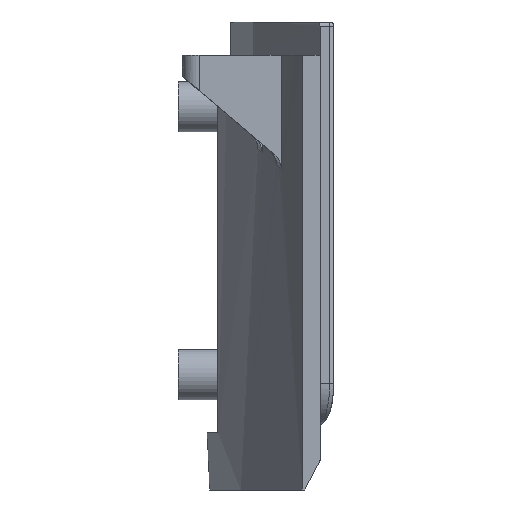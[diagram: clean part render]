
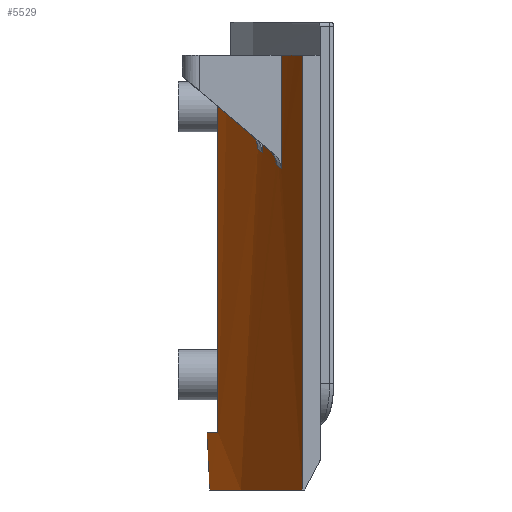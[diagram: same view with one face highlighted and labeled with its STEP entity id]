
A CAD part, left-side view. The second image highlights one B-rep face of the part: STEP entity #5529.
In plain terms, the highlighted cylindrical face has radius 204.75 mm (diameter 409.5 mm), a partial arc.
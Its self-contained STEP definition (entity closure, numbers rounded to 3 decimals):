
#541=LINE('',#17525,#853);
#551=LINE('',#17634,#863);
#552=LINE('',#17636,#864);
#553=LINE('',#17639,#865);
#554=LINE('',#17641,#866);
#555=LINE('',#17643,#867);
#556=LINE('',#17646,#868);
#557=LINE('',#17648,#869);
#558=LINE('',#17651,#870);
#559=LINE('',#17652,#871);
#560=LINE('',#17654,#872);
#561=LINE('',#17657,#873);
#853=VECTOR('',#6859,10.);
#863=VECTOR('',#6891,10.);
#864=VECTOR('',#6894,10.);
#865=VECTOR('',#6899,10.);
#866=VECTOR('',#6902,10.);
#867=VECTOR('',#6903,10.);
#868=VECTOR('',#6906,10.);
#869=VECTOR('',#6907,10.);
#870=VECTOR('',#6910,10.);
#871=VECTOR('',#6911,10.);
#872=VECTOR('',#6912,10.);
#873=VECTOR('',#6915,10.);
#1209=FACE_OUTER_BOUND('',#1548,.T.);
#1548=EDGE_LOOP('',(#4976,#4977,#4978,#4979,#4980,#4981,#4982,#4983,#4984,
#4985,#4986,#4987,#4988,#4989,#4990,#4991,#4992,#4993,#4994,#4995,#4996,
#4997,#4998,#4999));
#1662=CIRCLE('',#5878,204.75);
#1666=CIRCLE('',#5882,204.75);
#1667=CIRCLE('',#5883,204.75);
#1670=CIRCLE('',#5886,204.75);
#1673=CIRCLE('',#5907,204.75);
#1674=CIRCLE('',#5913,204.75);
#1675=CIRCLE('',#5914,204.75);
#1676=CIRCLE('',#5915,204.75);
#1798=ELLIPSE('',#5866,269.584,204.75);
#1801=ELLIPSE('',#5870,269.584,204.75);
#1807=ELLIPSE('',#5900,269.584,204.75);
#1808=ELLIPSE('',#5901,269.584,204.75);
#2578=VERTEX_POINT('',#17301);
#2581=VERTEX_POINT('',#17313);
#2584=VERTEX_POINT('',#17368);
#2587=VERTEX_POINT('',#17380);
#2596=VERTEX_POINT('',#17413);
#2597=VERTEX_POINT('',#17415);
#2606=VERTEX_POINT('',#17433);
#2607=VERTEX_POINT('',#17435);
#2608=VERTEX_POINT('',#17437);
#2609=VERTEX_POINT('',#17439);
#2615=VERTEX_POINT('',#17452);
#2616=VERTEX_POINT('',#17454);
#2628=VERTEX_POINT('',#17493);
#2630=VERTEX_POINT('',#17546);
#2631=VERTEX_POINT('',#17595);
#2632=VERTEX_POINT('',#17604);
#2636=VERTEX_POINT('',#17627);
#2637=VERTEX_POINT('',#17629);
#2638=VERTEX_POINT('',#17642);
#2639=VERTEX_POINT('',#17644);
#2640=VERTEX_POINT('',#17647);
#2641=VERTEX_POINT('',#17649);
#2642=VERTEX_POINT('',#17653);
#2643=VERTEX_POINT('',#17655);
#3362=EDGE_CURVE('',#2581,#2578,#1798,.T.);
#3369=EDGE_CURVE('',#2587,#2584,#1801,.T.);
#3382=EDGE_CURVE('',#2596,#2597,#1662,.T.);
#3392=EDGE_CURVE('',#2606,#2607,#1666,.T.);
#3394=EDGE_CURVE('',#2608,#2609,#1667,.T.);
#3402=EDGE_CURVE('',#2615,#2616,#1670,.T.);
#3423=EDGE_CURVE('',#2606,#2628,#541,.T.);
#3427=EDGE_CURVE('',#2630,#2628,#1807,.T.);
#3430=EDGE_CURVE('',#2632,#2631,#1808,.T.);
#3438=EDGE_CURVE('',#2637,#2636,#1673,.T.);
#3441=EDGE_CURVE('',#2630,#2637,#551,.T.);
#3442=EDGE_CURVE('',#2636,#2631,#552,.T.);
#3443=EDGE_CURVE('',#2632,#2597,#553,.T.);
#3444=EDGE_CURVE('',#2581,#2609,#554,.T.);
#3445=EDGE_CURVE('',#2608,#2638,#555,.T.);
#3446=EDGE_CURVE('',#2638,#2639,#1674,.T.);
#3447=EDGE_CURVE('',#2639,#2607,#556,.T.);
#3448=EDGE_CURVE('',#2596,#2640,#557,.T.);
#3449=EDGE_CURVE('',#2641,#2640,#1675,.T.);
#3450=EDGE_CURVE('',#2616,#2641,#558,.T.);
#3451=EDGE_CURVE('',#2615,#2584,#559,.T.);
#3452=EDGE_CURVE('',#2587,#2642,#560,.T.);
#3453=EDGE_CURVE('',#2642,#2643,#1676,.T.);
#3454=EDGE_CURVE('',#2643,#2578,#561,.T.);
#4976=ORIENTED_EDGE('',*,*,#3444,.T.);
#4977=ORIENTED_EDGE('',*,*,#3394,.F.);
#4978=ORIENTED_EDGE('',*,*,#3445,.T.);
#4979=ORIENTED_EDGE('',*,*,#3446,.T.);
#4980=ORIENTED_EDGE('',*,*,#3447,.T.);
#4981=ORIENTED_EDGE('',*,*,#3392,.F.);
#4982=ORIENTED_EDGE('',*,*,#3423,.T.);
#4983=ORIENTED_EDGE('',*,*,#3427,.F.);
#4984=ORIENTED_EDGE('',*,*,#3441,.T.);
#4985=ORIENTED_EDGE('',*,*,#3438,.T.);
#4986=ORIENTED_EDGE('',*,*,#3442,.T.);
#4987=ORIENTED_EDGE('',*,*,#3430,.F.);
#4988=ORIENTED_EDGE('',*,*,#3443,.T.);
#4989=ORIENTED_EDGE('',*,*,#3382,.F.);
#4990=ORIENTED_EDGE('',*,*,#3448,.T.);
#4991=ORIENTED_EDGE('',*,*,#3449,.F.);
#4992=ORIENTED_EDGE('',*,*,#3450,.F.);
#4993=ORIENTED_EDGE('',*,*,#3402,.F.);
#4994=ORIENTED_EDGE('',*,*,#3451,.T.);
#4995=ORIENTED_EDGE('',*,*,#3369,.F.);
#4996=ORIENTED_EDGE('',*,*,#3452,.T.);
#4997=ORIENTED_EDGE('',*,*,#3453,.T.);
#4998=ORIENTED_EDGE('',*,*,#3454,.T.);
#4999=ORIENTED_EDGE('',*,*,#3362,.F.);
#5235=CYLINDRICAL_SURFACE('',#5912,204.75);
#5529=ADVANCED_FACE('',(#1209),#5235,.T.);
#5866=AXIS2_PLACEMENT_3D('',#17345,#6757,#6758);
#5870=AXIS2_PLACEMENT_3D('',#17389,#6767,#6768);
#5878=AXIS2_PLACEMENT_3D('',#17416,#6792,#6793);
#5882=AXIS2_PLACEMENT_3D('',#17436,#6806,#6807);
#5883=AXIS2_PLACEMENT_3D('',#17440,#6809,#6810);
#5886=AXIS2_PLACEMENT_3D('',#17455,#6820,#6821);
#5900=AXIS2_PLACEMENT_3D('',#17578,#6865,#6866);
#5901=AXIS2_PLACEMENT_3D('',#17613,#6867,#6868);
#5907=AXIS2_PLACEMENT_3D('',#17630,#6885,#6886);
#5912=AXIS2_PLACEMENT_3D('',#17640,#6900,#6901);
#5913=AXIS2_PLACEMENT_3D('',#17645,#6904,#6905);
#5914=AXIS2_PLACEMENT_3D('',#17650,#6908,#6909);
#5915=AXIS2_PLACEMENT_3D('',#17656,#6913,#6914);
#6757=DIRECTION('center_axis',(0.,-0.651,
0.76));
#6758=DIRECTION('ref_axis',(0.,0.76,0.651));
#6767=DIRECTION('center_axis',(0.,-0.651,
0.76));
#6768=DIRECTION('ref_axis',(0.,0.76,0.651));
#6792=DIRECTION('center_axis',(0.,0.,1.));
#6793=DIRECTION('ref_axis',(0.331,0.944,0.));
#6806=DIRECTION('center_axis',(0.,0.,1.));
#6807=DIRECTION('ref_axis',(0.331,0.944,0.));
#6809=DIRECTION('center_axis',(0.,0.,1.));
#6810=DIRECTION('ref_axis',(0.331,0.944,0.));
#6820=DIRECTION('center_axis',(0.,0.,1.));
#6821=DIRECTION('ref_axis',(0.331,0.944,0.));
#6859=DIRECTION('',(0.,0.,-1.));
#6865=DIRECTION('center_axis',(0.,-0.651,
0.76));
#6866=DIRECTION('ref_axis',(0.,0.76,0.651));
#6867=DIRECTION('center_axis',(0.,-0.651,
0.76));
#6868=DIRECTION('ref_axis',(0.,0.76,0.651));
#6885=DIRECTION('center_axis',(0.,0.,-1.));
#6886=DIRECTION('ref_axis',(0.331,0.944,0.));
#6891=DIRECTION('',(0.,0.,1.));
#6894=DIRECTION('',(0.,0.,-1.));
#6899=DIRECTION('',(0.,0.,1.));
#6900=DIRECTION('center_axis',(0.,0.,-1.));
#6901=DIRECTION('ref_axis',(0.331,0.944,0.));
#6902=DIRECTION('',(0.,0.,1.));
#6903=DIRECTION('',(0.,0.,-1.));
#6904=DIRECTION('center_axis',(0.,0.,-1.));
#6905=DIRECTION('ref_axis',(0.331,0.944,0.));
#6906=DIRECTION('',(0.,0.,1.));
#6907=DIRECTION('',(0.,0.,-1.));
#6908=DIRECTION('center_axis',(0.,0.,-1.));
#6909=DIRECTION('ref_axis',(0.331,-0.944,0.));
#6910=DIRECTION('',(0.,0.,-1.));
#6911=DIRECTION('',(0.,0.,-1.));
#6912=DIRECTION('',(0.,0.,1.));
#6913=DIRECTION('center_axis',(0.,0.,-1.));
#6914=DIRECTION('ref_axis',(0.331,0.944,0.));
#6915=DIRECTION('',(0.,0.,-1.));
#17301=CARTESIAN_POINT('',(-52.,-27.277,-11.552));
#17313=CARTESIAN_POINT('',(-50.,-26.763,-11.111));
#17345=CARTESIAN_POINT('Origin',(0.,-225.314,
-181.168));
#17368=CARTESIAN_POINT('',(-60.,-29.553,-13.501));
#17380=CARTESIAN_POINT('',(-58.,-28.951,-12.985));
#17389=CARTESIAN_POINT('Origin',(0.,-225.314,
-181.168));
#17413=CARTESIAN_POINT('',(67.75,-32.098,0.));
#17415=CARTESIAN_POINT('',(60.,-29.553,0.));
#17416=CARTESIAN_POINT('Origin',(0.,-225.314,
0.));
#17433=CARTESIAN_POINT('',(50.,-26.763,0.));
#17435=CARTESIAN_POINT('',(24.205,-22.,0.));
#17436=CARTESIAN_POINT('Origin',(0.,-225.314,
0.));
#17437=CARTESIAN_POINT('',(-24.205,-22.,0.));
#17439=CARTESIAN_POINT('',(-50.,-26.763,0.));
#17440=CARTESIAN_POINT('Origin',(0.,-225.314,
0.));
#17452=CARTESIAN_POINT('',(-60.,-29.553,0.));
#17454=CARTESIAN_POINT('',(-67.75,-32.098,0.));
#17455=CARTESIAN_POINT('Origin',(0.,-225.314,
0.));
#17493=CARTESIAN_POINT('',(50.,-26.763,-11.111));
#17525=CARTESIAN_POINT('',(50.,-26.763,0.));
#17546=CARTESIAN_POINT('',(52.,-27.277,-11.552));
#17578=CARTESIAN_POINT('Origin',(0.,-225.314,
-181.168));
#17595=CARTESIAN_POINT('',(58.,-28.951,-12.985));
#17604=CARTESIAN_POINT('',(60.,-29.553,-13.501));
#17613=CARTESIAN_POINT('Origin',(0.,-225.314,
-181.168));
#17627=CARTESIAN_POINT('',(58.,-28.951,-2.5));
#17629=CARTESIAN_POINT('',(52.,-27.277,-2.5));
#17630=CARTESIAN_POINT('Origin',(0.,-225.314,
-2.5));
#17634=CARTESIAN_POINT('',(52.,-27.277,0.));
#17636=CARTESIAN_POINT('',(58.,-28.951,0.));
#17639=CARTESIAN_POINT('',(60.,-29.553,0.));
#17640=CARTESIAN_POINT('Origin',(0.,-225.314,
0.));
#17641=CARTESIAN_POINT('',(-50.,-26.763,0.));
#17642=CARTESIAN_POINT('',(-24.205,-22.,-45.));
#17643=CARTESIAN_POINT('',(-24.205,-22.,0.));
#17644=CARTESIAN_POINT('',(24.205,-22.,-45.));
#17645=CARTESIAN_POINT('Origin',(0.,-225.314,
-45.));
#17646=CARTESIAN_POINT('',(24.205,-22.,0.));
#17647=CARTESIAN_POINT('',(67.75,-32.098,-51.9));
#17648=CARTESIAN_POINT('',(67.75,-32.098,0.));
#17649=CARTESIAN_POINT('',(-67.75,-32.098,-51.9));
#17650=CARTESIAN_POINT('Origin',(0.,-225.314,
-51.9));
#17651=CARTESIAN_POINT('',(-67.75,-32.098,0.));
#17652=CARTESIAN_POINT('',(-60.,-29.553,0.));
#17653=CARTESIAN_POINT('',(-58.,-28.951,-2.5));
#17654=CARTESIAN_POINT('',(-58.,-28.951,0.));
#17655=CARTESIAN_POINT('',(-52.,-27.277,-2.5));
#17656=CARTESIAN_POINT('Origin',(0.,-225.314,
-2.5));
#17657=CARTESIAN_POINT('',(-52.,-27.277,0.));
